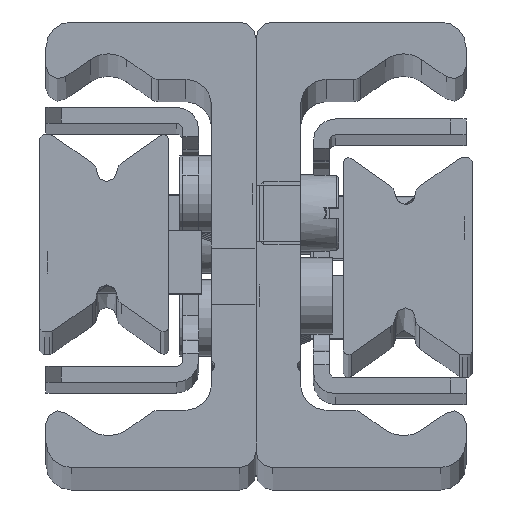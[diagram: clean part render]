
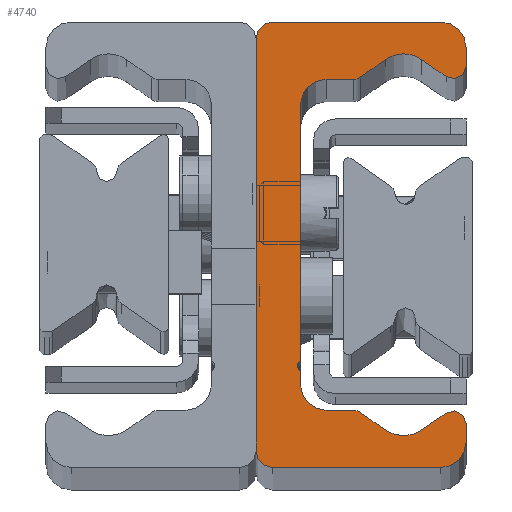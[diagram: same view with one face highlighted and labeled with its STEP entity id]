
A CAD part, top view. The second image highlights one B-rep face of the part: STEP entity #4740.
In plain terms, the highlighted planar face has unit normal (0, 0, 1).
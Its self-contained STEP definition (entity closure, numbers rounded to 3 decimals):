
#1867=CARTESIAN_POINT('',(3.5,11.0,1010.0));
#1868=VERTEX_POINT('',#1867);
#1875=CARTESIAN_POINT('',(3.5,-9.067,1010.0));
#1876=VERTEX_POINT('',#1875);
#1877=CARTESIAN_POINT('',(3.5,11.0,1010.0));
#1878=DIRECTION('',(0.0,-1.0,0.0));
#1879=VECTOR('',#1878,20.067);
#1880=LINE('',#1877,#1879);
#1881=EDGE_CURVE('',#1868,#1876,#1880,.T.);
#2343=CARTESIAN_POINT('',(3.5,-9.933,1010.0));
#2344=VERTEX_POINT('',#2343);
#2345=CARTESIAN_POINT('',(3.75,-9.5,1010.0));
#2346=DIRECTION('',(0.0,0.0,1.0));
#2347=DIRECTION('',(-0.5,0.866,0.0));
#2348=AXIS2_PLACEMENT_3D('',#2345,#2346,#2347);
#2349=CIRCLE('',#2348,0.5);
#2350=EDGE_CURVE('',#1876,#2344,#2349,.T.);
#3866=CARTESIAN_POINT('',(0.0,16.2,1010.0));
#3867=VERTEX_POINT('',#3866);
#3868=CARTESIAN_POINT('',(1.3,17.5,1010.0));
#3869=VERTEX_POINT('',#3868);
#3870=CARTESIAN_POINT('',(1.3,16.2,1010.0));
#3871=DIRECTION('',(0.0,0.0,-1.0));
#3872=DIRECTION('',(0.0,-1.0,0.0));
#3873=AXIS2_PLACEMENT_3D('',#3870,#3871,#3872);
#3874=CIRCLE('',#3873,1.3);
#3875=EDGE_CURVE('',#3867,#3869,#3874,.T.);
#3908=CARTESIAN_POINT('',(14.5,17.5,1010.0));
#3909=VERTEX_POINT('',#3908);
#3910=CARTESIAN_POINT('',(1.3,17.5,1010.0));
#3911=DIRECTION('',(1.0,0.0,0.0));
#3912=VECTOR('',#3911,13.2);
#3913=LINE('',#3910,#3912);
#3914=EDGE_CURVE('',#3869,#3909,#3913,.T.);
#3939=CARTESIAN_POINT('',(16.5,15.5,1010.0));
#3940=VERTEX_POINT('',#3939);
#3941=CARTESIAN_POINT('',(14.5,15.5,1010.0));
#3942=DIRECTION('',(0.0,0.0,-1.0));
#3943=DIRECTION('',(-1.0,0.0,0.0));
#3944=AXIS2_PLACEMENT_3D('',#3941,#3942,#3943);
#3945=CIRCLE('',#3944,2.);
#3946=EDGE_CURVE('',#3909,#3940,#3945,.T.);
#3972=CARTESIAN_POINT('',(16.5,14.042,1010.0));
#3973=VERTEX_POINT('',#3972);
#3974=CARTESIAN_POINT('',(16.5,15.5,1010.0));
#3975=DIRECTION('',(0.0,-1.0,0.0));
#3976=VECTOR('',#3975,1.458);
#3977=LINE('',#3974,#3976);
#3978=EDGE_CURVE('',#3940,#3973,#3977,.T.);
#4003=CARTESIAN_POINT('',(14.926,13.223,1010.0));
#4004=VERTEX_POINT('',#4003);
#4005=CARTESIAN_POINT('',(15.5,14.042,1010.0));
#4006=DIRECTION('',(0.0,0.0,-1.));
#4007=DIRECTION('',(0.574,0.819,0.0));
#4008=AXIS2_PLACEMENT_3D('',#4005,#4006,#4007);
#4009=CIRCLE('',#4008,1.);
#4010=EDGE_CURVE('',#3973,#4004,#4009,.T.);
#4036=CARTESIAN_POINT('',(13.034,14.548,1010.0));
#4037=VERTEX_POINT('',#4036);
#4038=CARTESIAN_POINT('',(14.926,13.223,1010.0));
#4039=DIRECTION('',(-0.819,0.574,0.0));
#4040=VECTOR('',#4039,2.31);
#4041=LINE('',#4038,#4040);
#4042=EDGE_CURVE('',#4004,#4037,#4041,.T.);
#4067=CARTESIAN_POINT('',(10.166,14.548,1010.0));
#4068=VERTEX_POINT('',#4067);
#4069=CARTESIAN_POINT('',(11.6,12.5,1010.0));
#4070=DIRECTION('',(0.0,0.0,1.0));
#4071=DIRECTION('',(0.574,0.819,0.0));
#4072=AXIS2_PLACEMENT_3D('',#4069,#4070,#4071);
#4073=CIRCLE('',#4072,2.5);
#4074=EDGE_CURVE('',#4037,#4068,#4073,.T.);
#4100=CARTESIAN_POINT('',(8.214,13.181,1010.0));
#4101=VERTEX_POINT('',#4100);
#4102=CARTESIAN_POINT('',(10.166,14.548,1010.0));
#4103=DIRECTION('',(-0.819,-0.574,0.0));
#4104=VECTOR('',#4103,2.383);
#4105=LINE('',#4102,#4104);
#4106=EDGE_CURVE('',#4068,#4101,#4105,.T.);
#4131=CARTESIAN_POINT('',(7.64,13.0,1010.0));
#4132=VERTEX_POINT('',#4131);
#4133=CARTESIAN_POINT('',(7.64,14.,1010.0));
#4134=DIRECTION('',(0.0,0.0,-1.0));
#4135=DIRECTION('',(0.0,1.0,0.0));
#4136=AXIS2_PLACEMENT_3D('',#4133,#4134,#4135);
#4137=CIRCLE('',#4136,1.);
#4138=EDGE_CURVE('',#4101,#4132,#4137,.T.);
#4164=CARTESIAN_POINT('',(5.5,13.0,1010.0));
#4165=VERTEX_POINT('',#4164);
#4166=CARTESIAN_POINT('',(7.64,13.0,1010.0));
#4167=DIRECTION('',(-1.0,0.0,0.0));
#4168=VECTOR('',#4167,2.14);
#4169=LINE('',#4166,#4168);
#4170=EDGE_CURVE('',#4132,#4165,#4169,.T.);
#4195=CARTESIAN_POINT('',(5.5,11.0,1010.0));
#4196=DIRECTION('',(0.0,0.0,1.0));
#4197=DIRECTION('',(0.0,1.0,0.0));
#4198=AXIS2_PLACEMENT_3D('',#4195,#4196,#4197);
#4199=CIRCLE('',#4198,2.0);
#4200=EDGE_CURVE('',#4165,#1868,#4199,.T.);
#4219=CARTESIAN_POINT('',(3.5,-11.0,1010.0));
#4220=VERTEX_POINT('',#4219);
#4221=CARTESIAN_POINT('',(3.5,-9.933,1010.0));
#4222=DIRECTION('',(0.0,-1.0,0.0));
#4223=VECTOR('',#4222,1.067);
#4224=LINE('',#4221,#4223);
#4225=EDGE_CURVE('',#2344,#4220,#4224,.T.);
#4250=CARTESIAN_POINT('',(5.5,-13.0,1010.0));
#4251=VERTEX_POINT('',#4250);
#4252=CARTESIAN_POINT('',(5.5,-11.0,1010.0));
#4253=DIRECTION('',(0.0,0.0,1.0));
#4254=DIRECTION('',(-1.0,0.0,0.0));
#4255=AXIS2_PLACEMENT_3D('',#4252,#4253,#4254);
#4256=CIRCLE('',#4255,2.0);
#4257=EDGE_CURVE('',#4220,#4251,#4256,.T.);
#4283=CARTESIAN_POINT('',(7.64,-13.0,1010.0));
#4284=VERTEX_POINT('',#4283);
#4285=CARTESIAN_POINT('',(5.5,-13.0,1010.0));
#4286=DIRECTION('',(1.0,0.0,0.0));
#4287=VECTOR('',#4286,2.14);
#4288=LINE('',#4285,#4287);
#4289=EDGE_CURVE('',#4251,#4284,#4288,.T.);
#4314=CARTESIAN_POINT('',(8.214,-13.181,1010.0));
#4315=VERTEX_POINT('',#4314);
#4316=CARTESIAN_POINT('',(7.64,-14.0,1010.0));
#4317=DIRECTION('',(0.0,0.0,-1.0));
#4318=DIRECTION('',(-0.574,-0.819,0.0));
#4319=AXIS2_PLACEMENT_3D('',#4316,#4317,#4318);
#4320=CIRCLE('',#4319,1.);
#4321=EDGE_CURVE('',#4284,#4315,#4320,.T.);
#4347=CARTESIAN_POINT('',(10.166,-14.548,1010.0));
#4348=VERTEX_POINT('',#4347);
#4349=CARTESIAN_POINT('',(8.214,-13.181,1010.0));
#4350=DIRECTION('',(0.819,-0.574,0.0));
#4351=VECTOR('',#4350,2.383);
#4352=LINE('',#4349,#4351);
#4353=EDGE_CURVE('',#4315,#4348,#4352,.T.);
#4378=CARTESIAN_POINT('',(13.034,-14.548,1010.0));
#4379=VERTEX_POINT('',#4378);
#4380=CARTESIAN_POINT('',(11.6,-12.5,1010.0));
#4381=DIRECTION('',(0.0,0.0,1.));
#4382=DIRECTION('',(-0.574,-0.819,0.0));
#4383=AXIS2_PLACEMENT_3D('',#4380,#4381,#4382);
#4384=CIRCLE('',#4383,2.5);
#4385=EDGE_CURVE('',#4348,#4379,#4384,.T.);
#4411=CARTESIAN_POINT('',(14.926,-13.223,1010.0));
#4412=VERTEX_POINT('',#4411);
#4413=CARTESIAN_POINT('',(13.034,-14.548,1010.0));
#4414=DIRECTION('',(0.819,0.574,0.0));
#4415=VECTOR('',#4414,2.31);
#4416=LINE('',#4413,#4415);
#4417=EDGE_CURVE('',#4379,#4412,#4416,.T.);
#4442=CARTESIAN_POINT('',(16.5,-14.042,1010.0));
#4443=VERTEX_POINT('',#4442);
#4444=CARTESIAN_POINT('',(15.5,-14.042,1010.0));
#4445=DIRECTION('',(0.0,0.0,-1.0));
#4446=DIRECTION('',(-1.0,0.0,0.0));
#4447=AXIS2_PLACEMENT_3D('',#4444,#4445,#4446);
#4448=CIRCLE('',#4447,1.);
#4449=EDGE_CURVE('',#4412,#4443,#4448,.T.);
#4475=CARTESIAN_POINT('',(16.5,-15.5,1010.0));
#4476=VERTEX_POINT('',#4475);
#4477=CARTESIAN_POINT('',(16.5,-14.042,1010.0));
#4478=DIRECTION('',(0.0,-1.0,0.0));
#4479=VECTOR('',#4478,1.458);
#4480=LINE('',#4477,#4479);
#4481=EDGE_CURVE('',#4443,#4476,#4480,.T.);
#4506=CARTESIAN_POINT('',(14.5,-17.5,1010.0));
#4507=VERTEX_POINT('',#4506);
#4508=CARTESIAN_POINT('',(14.5,-15.5,1010.0));
#4509=DIRECTION('',(0.0,0.0,-1.0));
#4510=DIRECTION('',(0.0,1.0,0.0));
#4511=AXIS2_PLACEMENT_3D('',#4508,#4509,#4510);
#4512=CIRCLE('',#4511,2.);
#4513=EDGE_CURVE('',#4476,#4507,#4512,.T.);
#4539=CARTESIAN_POINT('',(1.3,-17.5,1010.0));
#4540=VERTEX_POINT('',#4539);
#4541=CARTESIAN_POINT('',(14.5,-17.5,1010.0));
#4542=DIRECTION('',(-1.0,0.0,0.0));
#4543=VECTOR('',#4542,13.2);
#4544=LINE('',#4541,#4543);
#4545=EDGE_CURVE('',#4507,#4540,#4544,.T.);
#4570=CARTESIAN_POINT('',(0.0,-16.2,1010.0));
#4571=VERTEX_POINT('',#4570);
#4572=CARTESIAN_POINT('',(1.3,-16.2,1010.0));
#4573=DIRECTION('',(0.0,0.0,-1.0));
#4574=DIRECTION('',(1.0,0.0,0.0));
#4575=AXIS2_PLACEMENT_3D('',#4572,#4573,#4574);
#4576=CIRCLE('',#4575,1.3);
#4577=EDGE_CURVE('',#4540,#4571,#4576,.T.);
#4603=CARTESIAN_POINT('',(0.0,-16.2,1010.0));
#4604=DIRECTION('',(0.0,1.0,0.0));
#4605=VECTOR('',#4604,32.4);
#4606=LINE('',#4603,#4605);
#4607=EDGE_CURVE('',#4571,#3867,#4606,.T.);
#4707=CARTESIAN_POINT('',(5.942,-0.014,1010.0));
#4708=DIRECTION('',(0.0,0.0,1.0));
#4709=DIRECTION('',(1.0,0.0,0.0));
#4710=AXIS2_PLACEMENT_3D('',#4707,#4708,#4709);
#4711=PLANE('',#4710);
#4712=ORIENTED_EDGE('',*,*,#3875,.F.);
#4713=ORIENTED_EDGE('',*,*,#4607,.F.);
#4714=ORIENTED_EDGE('',*,*,#4577,.F.);
#4715=ORIENTED_EDGE('',*,*,#4545,.F.);
#4716=ORIENTED_EDGE('',*,*,#4513,.F.);
#4717=ORIENTED_EDGE('',*,*,#4481,.F.);
#4718=ORIENTED_EDGE('',*,*,#4449,.F.);
#4719=ORIENTED_EDGE('',*,*,#4417,.F.);
#4720=ORIENTED_EDGE('',*,*,#4385,.F.);
#4721=ORIENTED_EDGE('',*,*,#4353,.F.);
#4722=ORIENTED_EDGE('',*,*,#4321,.F.);
#4723=ORIENTED_EDGE('',*,*,#4289,.F.);
#4724=ORIENTED_EDGE('',*,*,#4257,.F.);
#4725=ORIENTED_EDGE('',*,*,#4225,.F.);
#4726=ORIENTED_EDGE('',*,*,#2350,.F.);
#4727=ORIENTED_EDGE('',*,*,#1881,.F.);
#4728=ORIENTED_EDGE('',*,*,#4200,.F.);
#4729=ORIENTED_EDGE('',*,*,#4170,.F.);
#4730=ORIENTED_EDGE('',*,*,#4138,.F.);
#4731=ORIENTED_EDGE('',*,*,#4106,.F.);
#4732=ORIENTED_EDGE('',*,*,#4074,.F.);
#4733=ORIENTED_EDGE('',*,*,#4042,.F.);
#4734=ORIENTED_EDGE('',*,*,#4010,.F.);
#4735=ORIENTED_EDGE('',*,*,#3978,.F.);
#4736=ORIENTED_EDGE('',*,*,#3946,.F.);
#4737=ORIENTED_EDGE('',*,*,#3914,.F.);
#4738=EDGE_LOOP('',(#4712,#4713,#4714,#4715,#4716,#4717,#4718,#4719,#4720,#4721,#4722,#4723,#4724,#4725,#4726,#4727,#4728,#4729,#4730,#4731,#4732,#4733,#4734,#4735,#4736,#4737));
#4739=FACE_OUTER_BOUND('',#4738,.T.);
#4740=ADVANCED_FACE('',(#4739),#4711,.T.);
